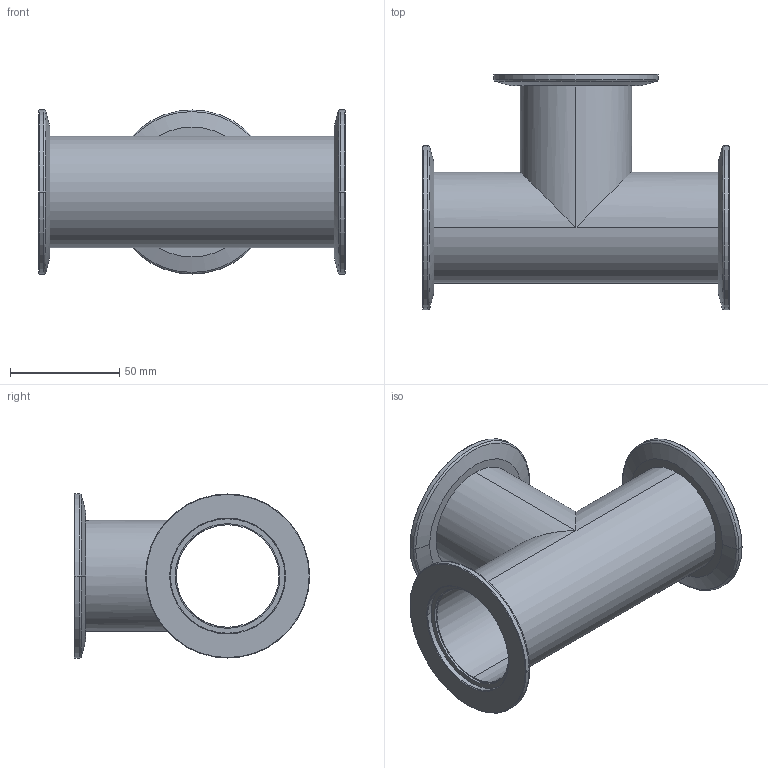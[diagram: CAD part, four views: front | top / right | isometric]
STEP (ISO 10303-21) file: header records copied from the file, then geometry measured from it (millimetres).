
FILE_DESCRIPTION (( 'STEP AP214' ), '1' );
FILE_NAME ('Hositrad_KT50-50.STEP', '2017-06-08T08:02:42', ( 'Gebruiker' ), ( '' ), 'SwSTEP 2.0', 'SolidWorks 2017', '' );
FILE_SCHEMA (( 'AUTOMOTIVE_DESIGN' ));
Length unit declared in the file: millimetre
Products named in the file (3): KF-Tee-Tube-All_KT50-50; Hositrad_KT50-50; KF50WS_KF50-50
Assembly tree (4 placements, depth 2):
  Hositrad_KT50-50
    KF-Tee-Tube-All_KT50-50
    KF50WS_KF50-50  x3
Bounding box: 140 x 107.5 x 75 mm (x, y, z)
Volume: 82357.7 mm3; surface area: 72687.1 mm2
Topology: 4 solids, 4 shells, 73 faces, 148 edges, 88 vertices
Faces by surface type: cylinder 34, cone 18, plane 15, torus 6
Entity records: 1010 total; most frequent: DIRECTION 182, CARTESIAN_POINT 160, ORIENTED_EDGE 136, AXIS2_PLACEMENT_3D 78, EDGE_CURVE 68, EDGE_LOOP 40, VERTEX_POINT 40, CIRCLE 38
